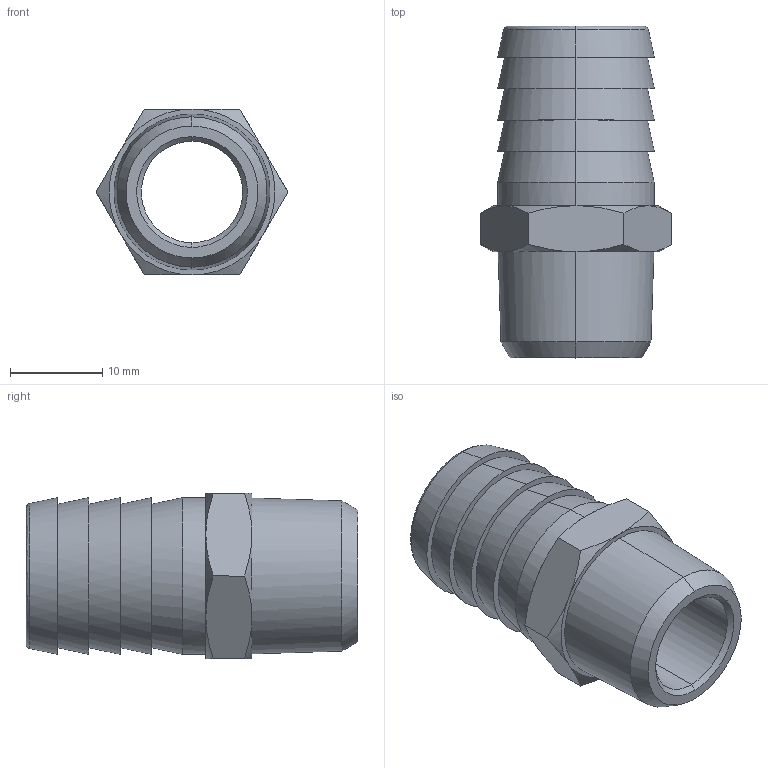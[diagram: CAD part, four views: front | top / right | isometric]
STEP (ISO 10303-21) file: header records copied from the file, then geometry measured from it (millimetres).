
FILE_DESCRIPTION (( 'STEP AP214' ), '1' );
FILE_NAME ('DRF.SP03-17_C.STEP', '2018-09-05T15:05:08', ( '' ), ( '' ), 'SwSTEP 2.0', 'SolidWorks 2018', '' );
FILE_SCHEMA (( 'AUTOMOTIVE_DESIGN' ));
Length unit declared in the file: millimetre
Products named in the file (1): DRF.SP03-17_C
Bounding box: 20.78 x 36 x 18 mm (x, y, z)
Volume: 4504 mm3; surface area: 3560 mm2
Topology: 1 solids, 1 shells, 48 faces, 100 edges, 60 vertices
Faces by surface type: bspline 48
Entity records: 2773 total; most frequent: CARTESIAN_POINT 2111, ORIENTED_EDGE 200, EDGE_CURVE 100, B_SPLINE_CURVE_WITH_KNOTS 87, VERTEX_POINT 60, EDGE_LOOP 56, ADVANCED_FACE 48, FACE_OUTER_BOUND 48
